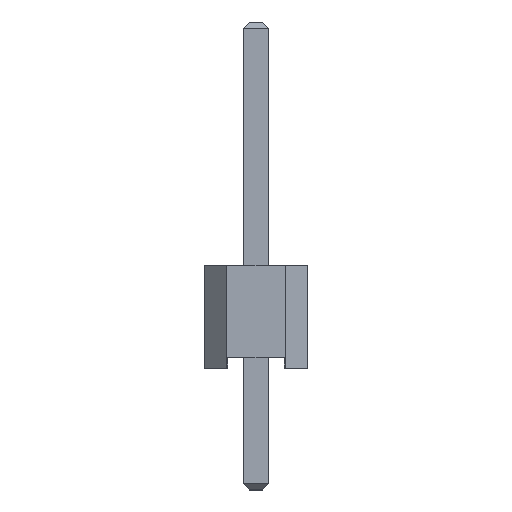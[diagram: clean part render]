
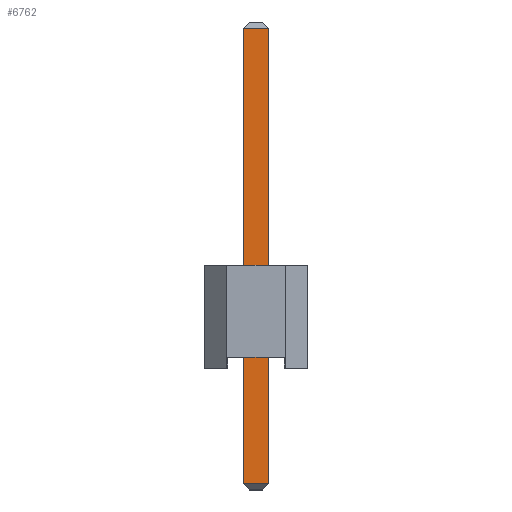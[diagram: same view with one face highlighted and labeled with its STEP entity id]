
A CAD part, left-side view. The second image highlights one B-rep face of the part: STEP entity #6762.
In plain terms, the highlighted planar face has unit normal (-1, 0, 0).
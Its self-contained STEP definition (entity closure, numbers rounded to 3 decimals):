
#102=FACE_OUTER_BOUND('',#522,.T.);
#522=EDGE_LOOP('',(#4513,#4514,#4515,#4516));
#953=LINE('',#9507,#1913);
#967=LINE('',#9533,#1927);
#978=LINE('',#9556,#1938);
#980=LINE('',#9559,#1940);
#1913=VECTOR('',#7692,10.);
#1927=VECTOR('',#7714,10.);
#1938=VECTOR('',#7737,10.);
#1940=VECTOR('',#7741,10.);
#2861=VERTEX_POINT('',#9505);
#2862=VERTEX_POINT('',#9506);
#2870=VERTEX_POINT('',#9531);
#2874=VERTEX_POINT('',#9544);
#3473=EDGE_CURVE('',#2861,#2862,#953,.T.);
#3487=EDGE_CURVE('',#2861,#2870,#967,.T.);
#3498=EDGE_CURVE('',#2874,#2870,#978,.T.);
#3500=EDGE_CURVE('',#2862,#2874,#980,.T.);
#4513=ORIENTED_EDGE('',*,*,#3473,.F.);
#4514=ORIENTED_EDGE('',*,*,#3487,.T.);
#4515=ORIENTED_EDGE('',*,*,#3498,.F.);
#4516=ORIENTED_EDGE('',*,*,#3500,.F.);
#6342=PLANE('',#7226);
#6762=ADVANCED_FACE('',(#102),#6342,.T.);
#7226=AXIS2_PLACEMENT_3D('',#9558,#7739,#7740);
#7692=DIRECTION('',(0.,1.,0.));
#7714=DIRECTION('',(0.,0.,1.));
#7737=DIRECTION('',(0.,-1.,0.));
#7739=DIRECTION('center_axis',(-1.,0.,0.));
#7740=DIRECTION('ref_axis',(0.,-1.,0.));
#7741=DIRECTION('',(0.,0.,1.));
#9505=CARTESIAN_POINT('',(-18.1,-0.32,-2.8));
#9506=CARTESIAN_POINT('',(-18.1,0.32,-2.8));
#9507=CARTESIAN_POINT('',(-18.1,0.16,-2.8));
#9531=CARTESIAN_POINT('',(-18.1,-0.32,8.44));
#9533=CARTESIAN_POINT('',(-18.1,-0.32,-2.95));
#9544=CARTESIAN_POINT('',(-18.1,0.32,8.44));
#9556=CARTESIAN_POINT('',(-18.1,0.16,8.44));
#9558=CARTESIAN_POINT('Origin',(-18.1,0.32,-2.95));
#9559=CARTESIAN_POINT('',(-18.1,0.32,-2.95));
